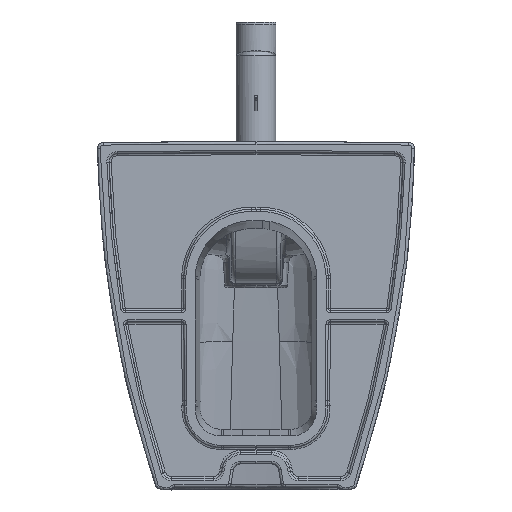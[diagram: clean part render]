
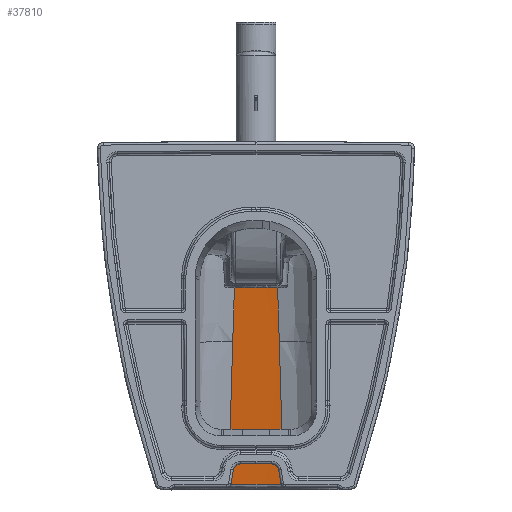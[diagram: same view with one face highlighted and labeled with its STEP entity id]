
A CAD part, left-side view. The second image highlights one B-rep face of the part: STEP entity #37810.
In plain terms, the highlighted conical face has half-angle 8 degrees and reference radius 765.614 mm.
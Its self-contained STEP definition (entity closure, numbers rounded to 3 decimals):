
#20804=CARTESIAN_POINT('',(418.466,31.683,-393.557));
#20805=VERTEX_POINT('',#20804);
#20818=CARTESIAN_POINT('',(395.478,26.788,-228.81));
#20819=VERTEX_POINT('',#20818);
#20820=CARTESIAN_POINT('',(395.478,26.788,-228.81));
#20821=CARTESIAN_POINT('',(395.62,26.819,-229.822));
#20822=CARTESIAN_POINT('',(395.744,26.846,-230.715));
#20823=CARTESIAN_POINT('',(395.858,26.871,-231.528));
#20824=CARTESIAN_POINT('',(396.773,27.071,-238.084));
#20825=CARTESIAN_POINT('',(397.688,27.272,-244.64));
#20826=CARTESIAN_POINT('',(398.445,27.438,-250.065));
#20827=CARTESIAN_POINT('',(400.714,27.935,-266.329));
#20828=CARTESIAN_POINT('',(402.983,28.43,-282.59));
#20829=CARTESIAN_POINT('',(404.498,28.758,-293.445));
#20830=CARTESIAN_POINT('',(407.529,29.41,-315.169));
#20831=CARTESIAN_POINT('',(410.56,30.052,-336.892));
#20832=CARTESIAN_POINT('',(412.074,30.369,-347.746));
#20833=CARTESIAN_POINT('',(414.26,30.823,-363.409));
#20834=CARTESIAN_POINT('',(416.445,31.272,-379.074));
#20835=CARTESIAN_POINT('',(417.119,31.409,-383.901));
#20836=CARTESIAN_POINT('',(417.793,31.547,-388.729));
#20837=CARTESIAN_POINT('',(418.466,31.683,-393.557));
#20838=B_SPLINE_CURVE_WITH_KNOTS('',5,(#20820,#20821,#20822,#20823,#20824,#20825,#20826,#20827,#20828,#20829,#20830,#20831,#20832,#20833,#20834,#20835,#20836,#20837),.UNSPECIFIED.,.F.,.U.,(6,3,3,3,3,6),(419.14,427.21,465.924,543.28,620.637,655.096),.UNSPECIFIED.);
#20839=EDGE_CURVE('',#20819,#20805,#20838,.T.);
#29095=CARTESIAN_POINT('',(418.466,-31.683,-393.557));
#29096=VERTEX_POINT('',#29095);
#29110=CARTESIAN_POINT('',(395.478,-26.788,-228.81));
#29111=VERTEX_POINT('',#29110);
#29124=CARTESIAN_POINT('',(418.466,-31.683,-393.557));
#29125=CARTESIAN_POINT('',(417.793,-31.547,-388.729));
#29126=CARTESIAN_POINT('',(417.119,-31.409,-383.901));
#29127=CARTESIAN_POINT('',(416.445,-31.272,-379.074));
#29128=CARTESIAN_POINT('',(414.26,-30.823,-363.409));
#29129=CARTESIAN_POINT('',(412.074,-30.369,-347.746));
#29130=CARTESIAN_POINT('',(410.56,-30.052,-336.892));
#29131=CARTESIAN_POINT('',(407.529,-29.41,-315.169));
#29132=CARTESIAN_POINT('',(404.498,-28.758,-293.445));
#29133=CARTESIAN_POINT('',(402.983,-28.43,-282.59));
#29134=CARTESIAN_POINT('',(400.714,-27.935,-266.329));
#29135=CARTESIAN_POINT('',(398.445,-27.438,-250.065));
#29136=CARTESIAN_POINT('',(397.688,-27.272,-244.64));
#29137=CARTESIAN_POINT('',(396.773,-27.071,-238.084));
#29138=CARTESIAN_POINT('',(395.858,-26.871,-231.528));
#29139=CARTESIAN_POINT('',(395.744,-26.846,-230.715));
#29140=CARTESIAN_POINT('',(395.62,-26.819,-229.822));
#29141=CARTESIAN_POINT('',(395.478,-26.788,-228.81));
#29142=B_SPLINE_CURVE_WITH_KNOTS('',5,(#29124,#29125,#29126,#29127,#29128,#29129,#29130,#29131,#29132,#29133,#29134,#29135,#29136,#29137,#29138,#29139,#29140,#29141),.UNSPECIFIED.,.F.,.U.,(6,3,3,3,3,6),(-655.096,-620.637,-543.28,-465.924,-427.21,-419.14),.UNSPECIFIED.);
#29143=EDGE_CURVE('',#29096,#29111,#29142,.T.);
#29277=CARTESIAN_POINT('',(381.926,0.,-129.086));
#29278=VERTEX_POINT('',#29277);
#29288=CARTESIAN_POINT('',(381.524,-23.722,-128.86));
#29289=VERTEX_POINT('',#29288);
#29290=CARTESIAN_POINT('',(381.524,-23.722,-128.86));
#29291=CARTESIAN_POINT('',(381.685,-18.978,-128.953));
#29292=CARTESIAN_POINT('',(381.805,-14.234,-129.02));
#29293=CARTESIAN_POINT('',(381.886,-9.489,-129.064));
#29294=CARTESIAN_POINT('',(381.926,-4.744,-129.086));
#29295=CARTESIAN_POINT('',(381.926,0.,-129.086));
#29296=B_SPLINE_CURVE_WITH_KNOTS('',5,(#29290,#29291,#29292,#29293,#29294,#29295),.UNSPECIFIED.,.F.,.U.,(6,6),(-43.811,-10.371),.UNSPECIFIED.);
#29297=EDGE_CURVE('',#29289,#29278,#29296,.T.);
#29434=CARTESIAN_POINT('',(-380.0,0.,-393.557));
#29435=DIRECTION('',(0.,0.,-1.0));
#29436=DIRECTION('',(0.999,0.04,0.));
#29437=AXIS2_PLACEMENT_3D('',#29434,#29435,#29436);
#29438=CIRCLE('',#29437,799.094);
#29439=EDGE_CURVE('',#20805,#29096,#29438,.T.);
#36210=CARTESIAN_POINT('',(381.524,23.722,-128.86));
#36211=VERTEX_POINT('',#36210);
#36212=CARTESIAN_POINT('',(381.524,23.722,-128.86));
#36213=CARTESIAN_POINT('',(384.316,24.337,-148.85));
#36214=CARTESIAN_POINT('',(387.107,24.951,-168.84));
#36215=CARTESIAN_POINT('',(389.898,25.564,-188.83));
#36216=CARTESIAN_POINT('',(392.688,26.176,-208.82));
#36217=CARTESIAN_POINT('',(395.478,26.788,-228.81));
#36218=B_SPLINE_CURVE_WITH_KNOTS('',5,(#36212,#36213,#36214,#36215,#36216,#36217),.UNSPECIFIED.,.F.,.U.,(6,6),(-497.593,-354.94),.UNSPECIFIED.);
#36219=EDGE_CURVE('',#36211,#20819,#36218,.T.);
#37773=CARTESIAN_POINT('',(381.926,0.,-129.086));
#37774=CARTESIAN_POINT('',(381.926,4.744,-129.086));
#37775=CARTESIAN_POINT('',(381.886,9.489,-129.064));
#37776=CARTESIAN_POINT('',(381.805,14.234,-129.02));
#37777=CARTESIAN_POINT('',(381.685,18.978,-128.953));
#37778=CARTESIAN_POINT('',(381.524,23.722,-128.86));
#37779=B_SPLINE_CURVE_WITH_KNOTS('',5,(#37773,#37774,#37775,#37776,#37777,#37778),.UNSPECIFIED.,.F.,.U.,(6,6),(10.371,43.811),.UNSPECIFIED.);
#37780=EDGE_CURVE('',#29278,#36211,#37779,.T.);
#37788=CARTESIAN_POINT('',(-380.,0.,-155.33));
#37789=DIRECTION('',(0.,0.,-1.0));
#37790=DIRECTION('',(0.999,0.032,0.));
#37791=AXIS2_PLACEMENT_3D('',#37788,#37789,#37790);
#37792=CONICAL_SURFACE('',#37791,765.614,8.);
#37793=ORIENTED_EDGE('',*,*,#20839,.T.);
#37794=ORIENTED_EDGE('',*,*,#29439,.T.);
#37795=ORIENTED_EDGE('',*,*,#29143,.T.);
#37796=CARTESIAN_POINT('',(395.478,-26.788,-228.81));
#37797=CARTESIAN_POINT('',(392.688,-26.176,-208.82));
#37798=CARTESIAN_POINT('',(389.898,-25.564,-188.83));
#37799=CARTESIAN_POINT('',(387.107,-24.951,-168.84));
#37800=CARTESIAN_POINT('',(384.316,-24.337,-148.85));
#37801=CARTESIAN_POINT('',(381.524,-23.722,-128.86));
#37802=B_SPLINE_CURVE_WITH_KNOTS('',5,(#37796,#37797,#37798,#37799,#37800,#37801),.UNSPECIFIED.,.F.,.U.,(6,6),(354.94,497.593),.UNSPECIFIED.);
#37803=EDGE_CURVE('',#29111,#29289,#37802,.T.);
#37804=ORIENTED_EDGE('',*,*,#37803,.T.);
#37805=ORIENTED_EDGE('',*,*,#29297,.T.);
#37806=ORIENTED_EDGE('',*,*,#37780,.T.);
#37807=ORIENTED_EDGE('',*,*,#36219,.T.);
#37808=EDGE_LOOP('',(#37793,#37794,#37795,#37804,#37805,#37806,#37807));
#37809=FACE_OUTER_BOUND('',#37808,.T.);
#37810=ADVANCED_FACE('',(#37809),#37792,.F.);
